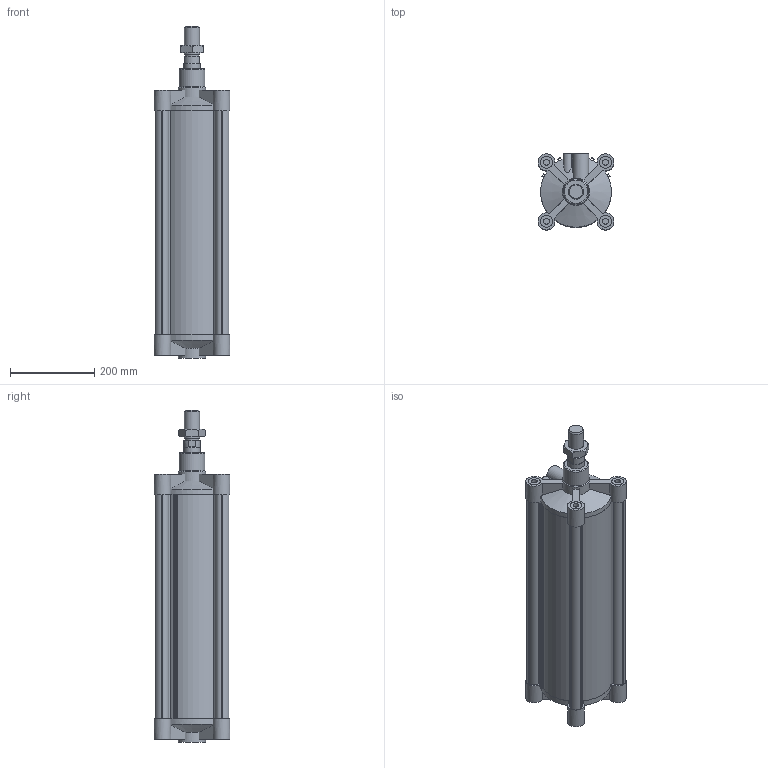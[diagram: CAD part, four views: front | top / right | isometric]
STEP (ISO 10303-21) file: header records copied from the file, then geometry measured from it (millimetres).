
FILE_DESCRIPTION(/* description */ ('Unknown'),/* implementation_level */ '2;1');
FILE_NAME(/* name */ '1390.160.450.01',/* time_stamp */ '2019-10-17T14:59:56-04:00',/* author */ ('Unknown'),/* organization */ ('Unknown'),/* preprocessor_version */ 'ST-DEVELOPER v16.7',/* originating_system */ 'DEX',/* authorisation */ $);
FILE_SCHEMA (('AUTOMOTIVE_DESIGN {1 0 10303 214 3 1 1}'));
Length unit declared in the file: millimetre
Products named in the file (1): 1390.160.450.01
Bounding box: 180 x 180 x 788 mm (x, y, z)
Volume: 12794754.5 mm3; surface area: 920094 mm2
Topology: 1 solids, 6 shells, 283 faces, 687 edges, 448 vertices
Faces by surface type: plane 168, cylinder 86, cone 28, torus 1
Full cylindrical faces by diameter (mm): 14 x8, 15 x2, 23 x4, 24 x2, 28 x8, 28.5 x8, 31.8 x1, 36 x2, 39.5 x1, 40 x2, 61 x1, 65 x2, 160 x1
Entity records: 9984 total; most frequent: CARTESIAN_POINT 1574, DIRECTION 1346, ORIENTED_EDGE 1254, EDGE_CURVE 627, AXIS2_PLACEMENT_3D 503, VERTEX_POINT 437, EDGE_LOOP 366, FACE_BOUND 366
